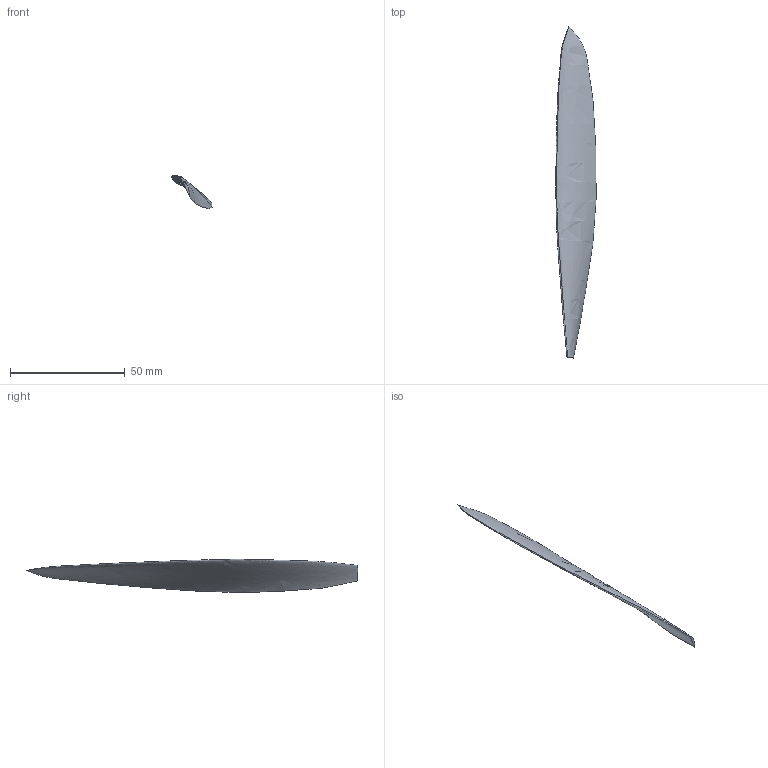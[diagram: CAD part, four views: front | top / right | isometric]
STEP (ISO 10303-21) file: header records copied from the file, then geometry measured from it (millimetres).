
FILE_DESCRIPTION( ( '' ), ' ' );
FILE_NAME( '5bcf1f456d2d3614cc37f670.step', '2018-10-23T13:16:54', ( '' ), ( '' ), ' ', ' ', ' ' );
FILE_SCHEMA( ( 'AUTOMOTIVE_DESIGN { 1 0 10303 214 1 1 1 1 }' ) );
Length unit declared in the file: metre
Products named in the file (1): Part 1
Bounding box: 17.52 x 144.5 x 14.48 mm (x, y, z)
Volume: 3296.8 mm3; surface area: 5017.8 mm2
Topology: 1 solids, 1 shells, 3 faces, 6 edges, 3 vertices
Faces by surface type: bspline 2, plane 1
Entity records: 2046 total; most frequent: CARTESIAN_POINT 1965, ORIENTED_EDGE 8, DIRECTION 4, EDGE_CURVE 4, B_SPLINE_CURVE_WITH_KNOTS 4, STYLED_ITEM 3, PRESENTATION_STYLE_ASSIGNMENT 3, ADVANCED_FACE 3
